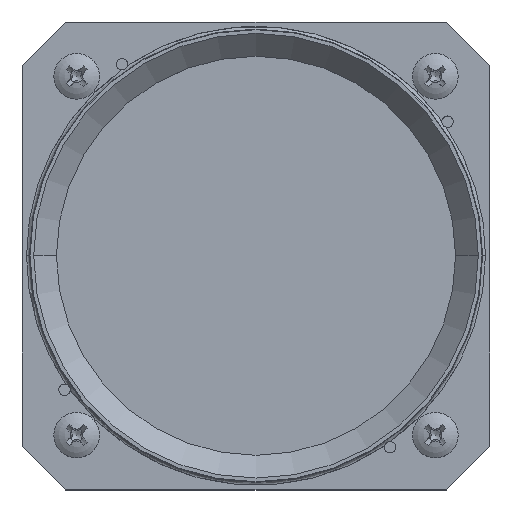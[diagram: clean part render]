
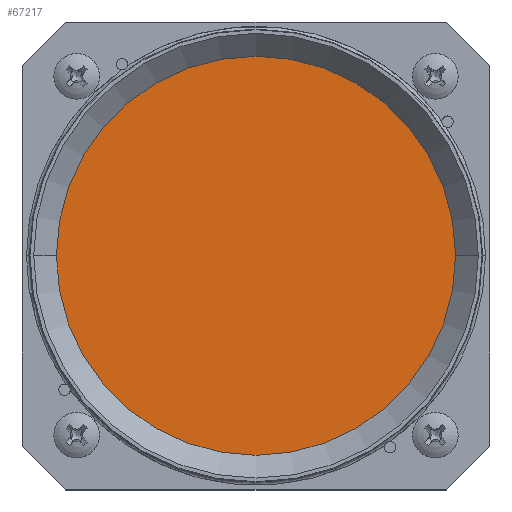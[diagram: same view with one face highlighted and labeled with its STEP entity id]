
A CAD part, top view. The second image highlights one B-rep face of the part: STEP entity #67217.
In plain terms, the highlighted planar face has unit normal (0, 0, 1).
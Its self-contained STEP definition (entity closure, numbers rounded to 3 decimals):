
#67189 = VERTEX_POINT('',#67190);
#67190 = CARTESIAN_POINT('',(37.978,0.,0.));
#67206 = EDGE_CURVE('',#67189,#67189,#67207,.T.);
#67207 = CIRCLE('',#67208,37.978);
#67208 = AXIS2_PLACEMENT_3D('',#67209,#67210,#67211);
#67209 = CARTESIAN_POINT('',(0.,0.,0.));
#67210 = DIRECTION('',(0.,0.,1.));
#67211 = DIRECTION('',(1.,0.,0.));
#67217 = ADVANCED_FACE('',(#67218),#67221,.T.);
#67218 = FACE_BOUND('',#67219,.T.);
#67219 = EDGE_LOOP('',(#67220));
#67220 = ORIENTED_EDGE('',*,*,#67206,.T.);
#67221 = PLANE('',#67222);
#67222 = AXIS2_PLACEMENT_3D('',#67223,#67224,#67225);
#67223 = CARTESIAN_POINT('',(0.,0.,0.));
#67224 = DIRECTION('',(0.,0.,1.));
#67225 = DIRECTION('',(1.,0.,0.));
